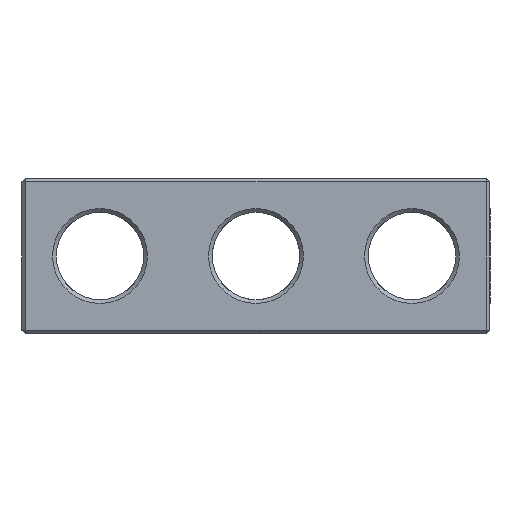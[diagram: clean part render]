
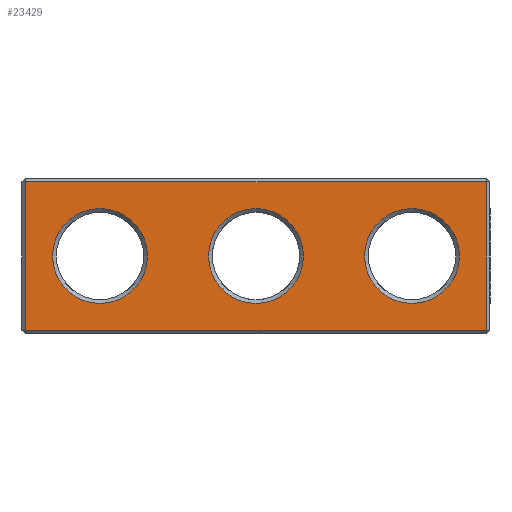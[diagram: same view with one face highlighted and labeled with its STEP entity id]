
A CAD part, front view. The second image highlights one B-rep face of the part: STEP entity #23429.
In plain terms, the highlighted planar face has unit normal (0, -1, 0).
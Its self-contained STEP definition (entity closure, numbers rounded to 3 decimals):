
#2193 = PLANE('',#2194);
#2194 = AXIS2_PLACEMENT_3D('',#2195,#2196,#2197);
#2195 = CARTESIAN_POINT('',(-18.75,-6.1,0.15));
#2196 = DIRECTION('',(0.,0.707,0.707));
#2197 = DIRECTION('',(1.,0.,0.));
#3007 = PLANE('',#3008);
#3008 = AXIS2_PLACEMENT_3D('',#3009,#3010,#3011);
#3009 = CARTESIAN_POINT('',(-18.75,-6.1,12.35));
#3010 = DIRECTION('',(0.,-0.707,0.707));
#3011 = DIRECTION('',(1.,0.,0.));
#8478 = PLANE('',#8479);
#8479 = AXIS2_PLACEMENT_3D('',#8480,#8481,#8482);
#8480 = CARTESIAN_POINT('',(-18.6,-6.1,0.));
#8481 = DIRECTION('',(-0.707,-0.707,0.));
#8482 = DIRECTION('',(0.,0.,1.));
#8840 = VERTEX_POINT('',#8841);
#8841 = CARTESIAN_POINT('',(-18.45,-6.25,0.3));
#8867 = EDGE_CURVE('',#8840,#8868,#8870,.T.);
#8868 = VERTEX_POINT('',#8869);
#8869 = CARTESIAN_POINT('',(18.45,-6.25,0.3));
#8870 = SURFACE_CURVE('',#8871,(#8875,#8882),.PCURVE_S1.);
#8871 = LINE('',#8872,#8873);
#8872 = CARTESIAN_POINT('',(-18.75,-6.25,0.3));
#8873 = VECTOR('',#8874,1.);
#8874 = DIRECTION('',(1.,0.,0.));
#8875 = PCURVE('',#2193,#8876);
#8876 = DEFINITIONAL_REPRESENTATION('',(#8877),#8881);
#8877 = LINE('',#8878,#8879);
#8878 = CARTESIAN_POINT('',(0.,-0.212));
#8879 = VECTOR('',#8880,1.);
#8880 = DIRECTION('',(1.,0.));
#8881 = ( GEOMETRIC_REPRESENTATION_CONTEXT(2) 
PARAMETRIC_REPRESENTATION_CONTEXT() REPRESENTATION_CONTEXT('2D SPACE',''
  ) );
#8882 = PCURVE('',#8883,#8888);
#8883 = PLANE('',#8884);
#8884 = AXIS2_PLACEMENT_3D('',#8885,#8886,#8887);
#8885 = CARTESIAN_POINT('',(-18.75,-6.25,0.));
#8886 = DIRECTION('',(0.,1.,0.));
#8887 = DIRECTION('',(1.,0.,0.));
#8888 = DEFINITIONAL_REPRESENTATION('',(#8889),#8893);
#8889 = LINE('',#8890,#8891);
#8890 = CARTESIAN_POINT('',(0.,-0.3));
#8891 = VECTOR('',#8892,1.);
#8892 = DIRECTION('',(1.,0.));
#8893 = ( GEOMETRIC_REPRESENTATION_CONTEXT(2) 
PARAMETRIC_REPRESENTATION_CONTEXT() REPRESENTATION_CONTEXT('2D SPACE',''
  ) );
#10237 = VERTEX_POINT('',#10238);
#10238 = CARTESIAN_POINT('',(-18.45,-6.25,12.2));
#10264 = EDGE_CURVE('',#10237,#10265,#10267,.T.);
#10265 = VERTEX_POINT('',#10266);
#10266 = CARTESIAN_POINT('',(18.45,-6.25,12.2));
#10267 = SURFACE_CURVE('',#10268,(#10272,#10279),.PCURVE_S1.);
#10268 = LINE('',#10269,#10270);
#10269 = CARTESIAN_POINT('',(-18.75,-6.25,12.2));
#10270 = VECTOR('',#10271,1.);
#10271 = DIRECTION('',(1.,0.,0.));
#10272 = PCURVE('',#3007,#10273);
#10273 = DEFINITIONAL_REPRESENTATION('',(#10274),#10278);
#10274 = LINE('',#10275,#10276);
#10275 = CARTESIAN_POINT('',(0.,-0.212));
#10276 = VECTOR('',#10277,1.);
#10277 = DIRECTION('',(1.,0.));
#10278 = ( GEOMETRIC_REPRESENTATION_CONTEXT(2) 
PARAMETRIC_REPRESENTATION_CONTEXT() REPRESENTATION_CONTEXT('2D SPACE',''
  ) );
#10279 = PCURVE('',#8883,#10280);
#10280 = DEFINITIONAL_REPRESENTATION('',(#10281),#10285);
#10281 = LINE('',#10282,#10283);
#10282 = CARTESIAN_POINT('',(0.,-12.2));
#10283 = VECTOR('',#10284,1.);
#10284 = DIRECTION('',(1.,0.));
#10285 = ( GEOMETRIC_REPRESENTATION_CONTEXT(2) 
PARAMETRIC_REPRESENTATION_CONTEXT() REPRESENTATION_CONTEXT('2D SPACE',''
  ) );
#22395 = EDGE_CURVE('',#8840,#10237,#22396,.T.);
#22396 = SURFACE_CURVE('',#22397,(#22401,#22408),.PCURVE_S1.);
#22397 = LINE('',#22398,#22399);
#22398 = CARTESIAN_POINT('',(-18.45,-6.25,0.));
#22399 = VECTOR('',#22400,1.);
#22400 = DIRECTION('',(0.,0.,1.));
#22401 = PCURVE('',#8478,#22402);
#22402 = DEFINITIONAL_REPRESENTATION('',(#22403),#22407);
#22403 = LINE('',#22404,#22405);
#22404 = CARTESIAN_POINT('',(0.,-0.212));
#22405 = VECTOR('',#22406,1.);
#22406 = DIRECTION('',(1.,0.));
#22407 = ( GEOMETRIC_REPRESENTATION_CONTEXT(2) 
PARAMETRIC_REPRESENTATION_CONTEXT() REPRESENTATION_CONTEXT('2D SPACE',''
  ) );
#22408 = PCURVE('',#8883,#22409);
#22409 = DEFINITIONAL_REPRESENTATION('',(#22410),#22414);
#22410 = LINE('',#22411,#22412);
#22411 = CARTESIAN_POINT('',(0.3,0.));
#22412 = VECTOR('',#22413,1.);
#22413 = DIRECTION('',(0.,-1.));
#22414 = ( GEOMETRIC_REPRESENTATION_CONTEXT(2) 
PARAMETRIC_REPRESENTATION_CONTEXT() REPRESENTATION_CONTEXT('2D SPACE',''
  ) );
#23429 = ADVANCED_FACE('',(#23430,#23461,#23492,#23523),#8883,.F.);
#23430 = FACE_BOUND('',#23431,.F.);
#23431 = EDGE_LOOP('',(#23432,#23433,#23434,#23460));
#23432 = ORIENTED_EDGE('',*,*,#22395,.T.);
#23433 = ORIENTED_EDGE('',*,*,#10264,.T.);
#23434 = ORIENTED_EDGE('',*,*,#23435,.F.);
#23435 = EDGE_CURVE('',#8868,#10265,#23436,.T.);
#23436 = SURFACE_CURVE('',#23437,(#23441,#23448),.PCURVE_S1.);
#23437 = LINE('',#23438,#23439);
#23438 = CARTESIAN_POINT('',(18.45,-6.25,0.));
#23439 = VECTOR('',#23440,1.);
#23440 = DIRECTION('',(0.,0.,1.));
#23441 = PCURVE('',#8883,#23442);
#23442 = DEFINITIONAL_REPRESENTATION('',(#23443),#23447);
#23443 = LINE('',#23444,#23445);
#23444 = CARTESIAN_POINT('',(37.2,0.));
#23445 = VECTOR('',#23446,1.);
#23446 = DIRECTION('',(0.,-1.));
#23447 = ( GEOMETRIC_REPRESENTATION_CONTEXT(2) 
PARAMETRIC_REPRESENTATION_CONTEXT() REPRESENTATION_CONTEXT('2D SPACE',''
  ) );
#23448 = PCURVE('',#23449,#23454);
#23449 = PLANE('',#23450);
#23450 = AXIS2_PLACEMENT_3D('',#23451,#23452,#23453);
#23451 = CARTESIAN_POINT('',(18.6,-6.1,0.));
#23452 = DIRECTION('',(0.707,-0.707,0.));
#23453 = DIRECTION('',(0.,0.,1.));
#23454 = DEFINITIONAL_REPRESENTATION('',(#23455),#23459);
#23455 = LINE('',#23456,#23457);
#23456 = CARTESIAN_POINT('',(0.,0.212));
#23457 = VECTOR('',#23458,1.);
#23458 = DIRECTION('',(1.,0.));
#23459 = ( GEOMETRIC_REPRESENTATION_CONTEXT(2) 
PARAMETRIC_REPRESENTATION_CONTEXT() REPRESENTATION_CONTEXT('2D SPACE',''
  ) );
#23460 = ORIENTED_EDGE('',*,*,#8867,.F.);
#23461 = FACE_BOUND('',#23462,.F.);
#23462 = EDGE_LOOP('',(#23463));
#23463 = ORIENTED_EDGE('',*,*,#23464,.F.);
#23464 = EDGE_CURVE('',#23465,#23465,#23467,.T.);
#23465 = VERTEX_POINT('',#23466);
#23466 = CARTESIAN_POINT('',(0.,-6.25,2.45));
#23467 = SURFACE_CURVE('',#23468,(#23473,#23480),.PCURVE_S1.);
#23468 = CIRCLE('',#23469,3.8);
#23469 = AXIS2_PLACEMENT_3D('',#23470,#23471,#23472);
#23470 = CARTESIAN_POINT('',(0.,-6.25,6.25));
#23471 = DIRECTION('',(0.,1.,0.));
#23472 = DIRECTION('',(0.,0.,-1.));
#23473 = PCURVE('',#8883,#23474);
#23474 = DEFINITIONAL_REPRESENTATION('',(#23475),#23479);
#23475 = CIRCLE('',#23476,3.8);
#23476 = AXIS2_PLACEMENT_2D('',#23477,#23478);
#23477 = CARTESIAN_POINT('',(18.75,-6.25));
#23478 = DIRECTION('',(0.,1.));
#23479 = ( GEOMETRIC_REPRESENTATION_CONTEXT(2) 
PARAMETRIC_REPRESENTATION_CONTEXT() REPRESENTATION_CONTEXT('2D SPACE',''
  ) );
#23480 = PCURVE('',#23481,#23486);
#23481 = CONICAL_SURFACE('',#23482,3.8,0.785);
#23482 = AXIS2_PLACEMENT_3D('',#23483,#23484,#23485);
#23483 = CARTESIAN_POINT('',(0.,-6.25,6.25));
#23484 = DIRECTION('',(0.,-1.,0.));
#23485 = DIRECTION('',(0.,0.,-1.));
#23486 = DEFINITIONAL_REPRESENTATION('',(#23487),#23491);
#23487 = LINE('',#23488,#23489);
#23488 = CARTESIAN_POINT('',(-0.,-0.));
#23489 = VECTOR('',#23490,1.);
#23490 = DIRECTION('',(-1.,-0.));
#23491 = ( GEOMETRIC_REPRESENTATION_CONTEXT(2) 
PARAMETRIC_REPRESENTATION_CONTEXT() REPRESENTATION_CONTEXT('2D SPACE',''
  ) );
#23492 = FACE_BOUND('',#23493,.F.);
#23493 = EDGE_LOOP('',(#23494));
#23494 = ORIENTED_EDGE('',*,*,#23495,.F.);
#23495 = EDGE_CURVE('',#23496,#23496,#23498,.T.);
#23496 = VERTEX_POINT('',#23497);
#23497 = CARTESIAN_POINT('',(-16.3,-6.25,6.25));
#23498 = SURFACE_CURVE('',#23499,(#23504,#23511),.PCURVE_S1.);
#23499 = CIRCLE('',#23500,3.8);
#23500 = AXIS2_PLACEMENT_3D('',#23501,#23502,#23503);
#23501 = CARTESIAN_POINT('',(-12.5,-6.25,6.25));
#23502 = DIRECTION('',(0.,1.,0.));
#23503 = DIRECTION('',(-1.,0.,0.));
#23504 = PCURVE('',#8883,#23505);
#23505 = DEFINITIONAL_REPRESENTATION('',(#23506),#23510);
#23506 = CIRCLE('',#23507,3.8);
#23507 = AXIS2_PLACEMENT_2D('',#23508,#23509);
#23508 = CARTESIAN_POINT('',(6.25,-6.25));
#23509 = DIRECTION('',(-1.,0.));
#23510 = ( GEOMETRIC_REPRESENTATION_CONTEXT(2) 
PARAMETRIC_REPRESENTATION_CONTEXT() REPRESENTATION_CONTEXT('2D SPACE',''
  ) );
#23511 = PCURVE('',#23512,#23517);
#23512 = CONICAL_SURFACE('',#23513,3.5,0.785);
#23513 = AXIS2_PLACEMENT_3D('',#23514,#23515,#23516);
#23514 = CARTESIAN_POINT('',(-12.5,-5.95,6.25));
#23515 = DIRECTION('',(0.,-1.,0.));
#23516 = DIRECTION('',(-1.,0.,0.));
#23517 = DEFINITIONAL_REPRESENTATION('',(#23518),#23522);
#23518 = LINE('',#23519,#23520);
#23519 = CARTESIAN_POINT('',(-0.,0.3));
#23520 = VECTOR('',#23521,1.);
#23521 = DIRECTION('',(-1.,0.));
#23522 = ( GEOMETRIC_REPRESENTATION_CONTEXT(2) 
PARAMETRIC_REPRESENTATION_CONTEXT() REPRESENTATION_CONTEXT('2D SPACE',''
  ) );
#23523 = FACE_BOUND('',#23524,.F.);
#23524 = EDGE_LOOP('',(#23525));
#23525 = ORIENTED_EDGE('',*,*,#23526,.T.);
#23526 = EDGE_CURVE('',#23527,#23527,#23529,.T.);
#23527 = VERTEX_POINT('',#23528);
#23528 = CARTESIAN_POINT('',(16.3,-6.25,6.25));
#23529 = SURFACE_CURVE('',#23530,(#23535,#23546),.PCURVE_S1.);
#23530 = CIRCLE('',#23531,3.8);
#23531 = AXIS2_PLACEMENT_3D('',#23532,#23533,#23534);
#23532 = CARTESIAN_POINT('',(12.5,-6.25,6.25));
#23533 = DIRECTION('',(0.,-1.,0.));
#23534 = DIRECTION('',(1.,0.,0.));
#23535 = PCURVE('',#8883,#23536);
#23536 = DEFINITIONAL_REPRESENTATION('',(#23537),#23545);
#23537 = ( BOUNDED_CURVE() B_SPLINE_CURVE(2,(#23538,#23539,#23540,#23541
    ,#23542,#23543,#23544),.UNSPECIFIED.,.T.,.F.) 
B_SPLINE_CURVE_WITH_KNOTS((1,2,2,2,2,1),(-2.094,0.,
    2.094,4.189,6.283,8.378),
.UNSPECIFIED.) CURVE() GEOMETRIC_REPRESENTATION_ITEM() 
RATIONAL_B_SPLINE_CURVE((1.,0.5,1.,0.5,1.,0.5,1.)) REPRESENTATION_ITEM(
  '') );
#23538 = CARTESIAN_POINT('',(35.05,-6.25));
#23539 = CARTESIAN_POINT('',(35.05,-12.832));
#23540 = CARTESIAN_POINT('',(29.35,-9.541));
#23541 = CARTESIAN_POINT('',(23.65,-6.25));
#23542 = CARTESIAN_POINT('',(29.35,-2.959));
#23543 = CARTESIAN_POINT('',(35.05,0.332));
#23544 = CARTESIAN_POINT('',(35.05,-6.25));
#23545 = ( GEOMETRIC_REPRESENTATION_CONTEXT(2) 
PARAMETRIC_REPRESENTATION_CONTEXT() REPRESENTATION_CONTEXT('2D SPACE',''
  ) );
#23546 = PCURVE('',#23547,#23552);
#23547 = CONICAL_SURFACE('',#23548,3.5,0.785);
#23548 = AXIS2_PLACEMENT_3D('',#23549,#23550,#23551);
#23549 = CARTESIAN_POINT('',(12.5,-5.95,6.25));
#23550 = DIRECTION('',(0.,-1.,0.));
#23551 = DIRECTION('',(1.,0.,0.));
#23552 = DEFINITIONAL_REPRESENTATION('',(#23553),#23557);
#23553 = LINE('',#23554,#23555);
#23554 = CARTESIAN_POINT('',(0.,0.3));
#23555 = VECTOR('',#23556,1.);
#23556 = DIRECTION('',(1.,0.));
#23557 = ( GEOMETRIC_REPRESENTATION_CONTEXT(2) 
PARAMETRIC_REPRESENTATION_CONTEXT() REPRESENTATION_CONTEXT('2D SPACE',''
  ) );
